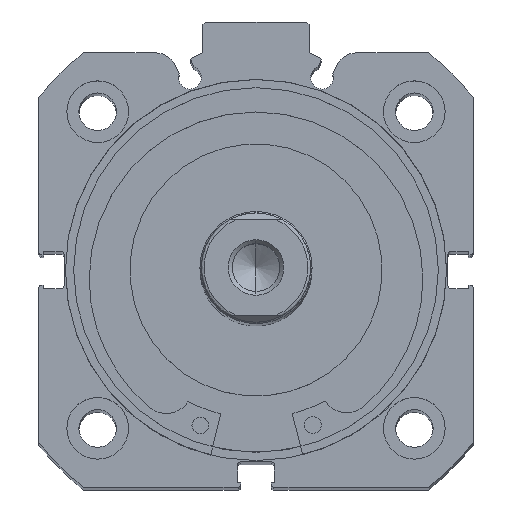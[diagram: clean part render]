
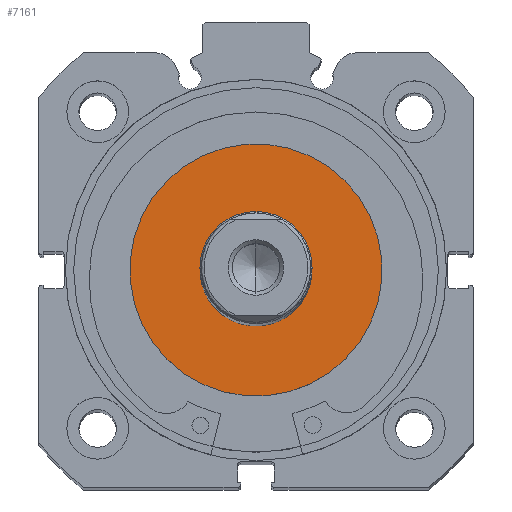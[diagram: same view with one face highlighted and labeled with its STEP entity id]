
A CAD part, top view. The second image highlights one B-rep face of the part: STEP entity #7161.
In plain terms, the highlighted face is planar.
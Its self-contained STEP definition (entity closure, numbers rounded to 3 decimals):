
#605 = EDGE_CURVE ( 'NONE', #2056, #2040, #6912, .T. ) ;
#618 = EDGE_CURVE ( 'NONE', #2040, #2056, #6927, .T. ) ;
#623 = EDGE_CURVE ( 'NONE', #2094, #2099, #6933, .T. ) ;
#667 = EDGE_CURVE ( 'NONE', #2099, #2094, #7001, .T. ) ;
#910 = EDGE_LOOP ( 'NONE', ( #1865, #1836 ) ) ;
#936 = EDGE_LOOP ( 'NONE', ( #1841, #1875 ) ) ;
#1836 = ORIENTED_EDGE ( 'NONE', *, *, #605, .F. ) ;
#1841 = ORIENTED_EDGE ( 'NONE', *, *, #623, .T. ) ;
#1865 = ORIENTED_EDGE ( 'NONE', *, *, #618, .F. ) ;
#1875 = ORIENTED_EDGE ( 'NONE', *, *, #667, .T. ) ;
#2040 = VERTEX_POINT ( 'NONE', #3935 ) ;
#2056 = VERTEX_POINT ( 'NONE', #3951 ) ;
#2094 = VERTEX_POINT ( 'NONE', #3989 ) ;
#2099 = VERTEX_POINT ( 'NONE', #3994 ) ;
#3618 = CARTESIAN_POINT ( 'NONE',  ( 0., 0., 0. ) ) ;
#3619 = DIRECTION ( 'NONE',  ( -1., 0., 0. ) ) ;
#3620 = DIRECTION ( 'NONE',  ( 0., 0., 1. ) ) ;
#3644 = CARTESIAN_POINT ( 'NONE',  ( 0., 0., 0. ) ) ;
#3662 = DIRECTION ( 'NONE',  ( -1., 0., 0. ) ) ;
#3663 = DIRECTION ( 'NONE',  ( 0., 0., 1. ) ) ;
#3675 = CARTESIAN_POINT ( 'NONE',  ( 0., 0., 0. ) ) ;
#3676 = DIRECTION ( 'NONE',  ( -1., 0., 0. ) ) ;
#3677 = DIRECTION ( 'NONE',  ( 0., 0., 1. ) ) ;
#3788 = CARTESIAN_POINT ( 'NONE',  ( 0., 0., 0. ) ) ;
#3790 = DIRECTION ( 'NONE',  ( -1., 0., 0. ) ) ;
#3791 = DIRECTION ( 'NONE',  ( 0., 0., 1. ) ) ;
#3935 = CARTESIAN_POINT ( 'NONE',  ( 0., 0., 10. ) ) ;
#3951 = CARTESIAN_POINT ( 'NONE',  ( 0., 0., -10. ) ) ;
#3989 = CARTESIAN_POINT ( 'NONE',  ( 0., 0., 22.5 ) ) ;
#3994 = CARTESIAN_POINT ( 'NONE',  ( 0., 0., -22.5 ) ) ;
#4559 = CARTESIAN_POINT ( 'NONE',  ( 0., 22.5, 0. ) ) ;
#4560 = PLANE ( 'NONE',  #4719 ) ;
#4561 = DIRECTION ( 'NONE',  ( 1., 0., 0. ) ) ;
#4562 = DIRECTION ( 'NONE',  ( 0., 0., -1. ) ) ;
#4566 = AXIS2_PLACEMENT_3D ( 'NONE', #3618, #3619, #3620 ) ;
#4574 = AXIS2_PLACEMENT_3D ( 'NONE', #3644, #3662, #3663 ) ;
#4579 = AXIS2_PLACEMENT_3D ( 'NONE', #3675, #3676, #3677 ) ;
#4599 = AXIS2_PLACEMENT_3D ( 'NONE', #3788, #3790, #3791 ) ;
#4719 = AXIS2_PLACEMENT_3D ( 'NONE', #4559, #4561, #4562 ) ;
#5065 = FACE_BOUND ( 'NONE', #910, .T. ) ;
#5072 = FACE_OUTER_BOUND ( 'NONE', #936, .T. ) ;
#6912 = CIRCLE ( 'NONE', #4566, 10. ) ;
#6927 = CIRCLE ( 'NONE', #4574, 10. ) ;
#6933 = CIRCLE ( 'NONE', #4579, 22.5 ) ;
#7001 = CIRCLE ( 'NONE', #4599, 22.5 ) ;
#7161 = ADVANCED_FACE ( 'NONE', ( #5065, #5072 ), #4560, .F. ) ;
